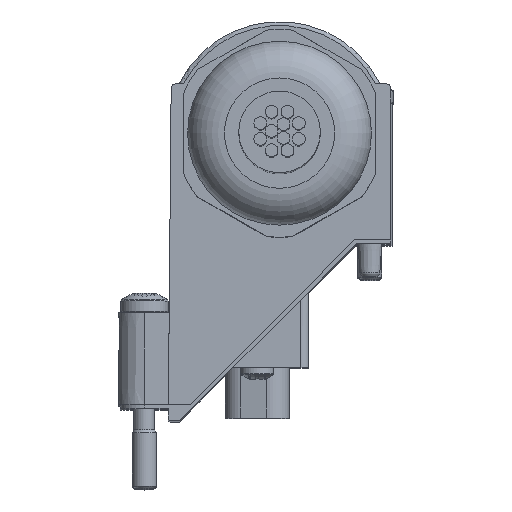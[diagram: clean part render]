
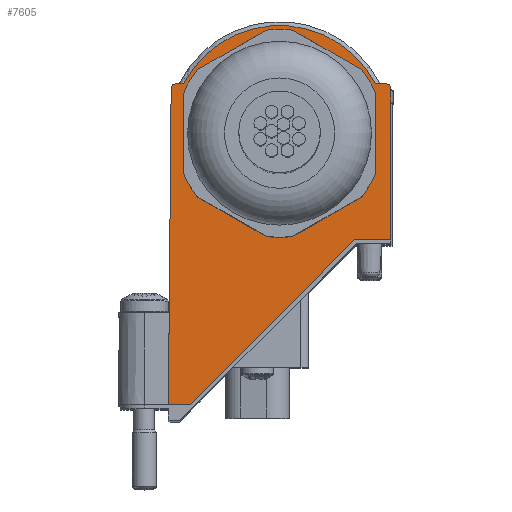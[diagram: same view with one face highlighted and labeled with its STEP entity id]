
A CAD part, top view. The second image highlights one B-rep face of the part: STEP entity #7605.
In plain terms, the highlighted planar face has unit normal (0, 0, 1).
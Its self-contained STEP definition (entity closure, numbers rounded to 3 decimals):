
#677=CIRCLE('',#8227,0.5);
#688=CIRCLE('',#8256,0.5);
#694=CIRCLE('',#8271,10.);
#695=CIRCLE('',#8272,13.499);
#1794=ORIENTED_EDGE('',*,*,#3741,.T.);
#1795=ORIENTED_EDGE('',*,*,#3619,.T.);
#1796=ORIENTED_EDGE('',*,*,#3742,.F.);
#1797=ORIENTED_EDGE('',*,*,#3615,.T.);
#1798=ORIENTED_EDGE('',*,*,#3712,.T.);
#1799=ORIENTED_EDGE('',*,*,#3637,.T.);
#1800=ORIENTED_EDGE('',*,*,#3734,.T.);
#1801=ORIENTED_EDGE('',*,*,#3739,.T.);
#1802=ORIENTED_EDGE('',*,*,#3740,.T.);
#1803=ORIENTED_EDGE('',*,*,#3649,.T.);
#1804=ORIENTED_EDGE('',*,*,#3657,.T.);
#3615=EDGE_CURVE('',#4598,#4597,#5163,.T.);
#3619=EDGE_CURVE('',#4602,#4601,#5164,.T.);
#3637=EDGE_CURVE('',#4618,#4617,#5178,.T.);
#3649=EDGE_CURVE('',#4627,#4626,#5190,.T.);
#3657=EDGE_CURVE('',#4626,#4602,#677,.T.);
#3712=EDGE_CURVE('',#4597,#4618,#688,.T.);
#3734=EDGE_CURVE('',#4617,#4678,#5250,.T.);
#3739=EDGE_CURVE('',#4678,#4681,#5254,.T.);
#3740=EDGE_CURVE('',#4681,#4627,#5255,.T.);
#3741=EDGE_CURVE('',#4682,#4682,#694,.T.);
#3742=EDGE_CURVE('',#4598,#4601,#695,.T.);
#4597=VERTEX_POINT('',#12812);
#4598=VERTEX_POINT('',#12814);
#4601=VERTEX_POINT('',#12853);
#4602=VERTEX_POINT('',#12855);
#4617=VERTEX_POINT('',#12889);
#4618=VERTEX_POINT('',#12891);
#4626=VERTEX_POINT('',#12911);
#4627=VERTEX_POINT('',#12913);
#4678=VERTEX_POINT('',#13097);
#4681=VERTEX_POINT('',#13106);
#4682=VERTEX_POINT('',#13112);
#5163=LINE('',#12813,#5640);
#5164=LINE('',#12854,#5641);
#5178=LINE('',#12890,#5655);
#5190=LINE('',#12912,#5667);
#5250=LINE('',#13098,#5727);
#5254=LINE('',#13107,#5731);
#5255=LINE('',#13109,#5732);
#5640=VECTOR('',#9514,1000.);
#5641=VECTOR('',#9515,1000.);
#5655=VECTOR('',#9541,1000.);
#5667=VECTOR('',#9555,1000.);
#5727=VECTOR('',#9697,1000.);
#5731=VECTOR('',#9705,1000.);
#5732=VECTOR('',#9708,1000.);
#6107=EDGE_LOOP('',(#1794));
#6108=EDGE_LOOP('',(#1795,#1796,#1797,#1798,#1799,#1800,#1801,#1802,#1803,
#1804));
#6759=FACE_BOUND('',#6107,.T.);
#6760=FACE_BOUND('',#6108,.T.);
#7300=PLANE('',#8270);
#7605=ADVANCED_FACE('',(#6759,#6760),#7300,.T.);
#8227=AXIS2_PLACEMENT_3D('',#12929,#9564,#9565);
#8256=AXIS2_PLACEMENT_3D('',#13057,#9658,#9659);
#8270=AXIS2_PLACEMENT_3D('',#13110,#9709,#9710);
#8271=AXIS2_PLACEMENT_3D('',#13111,#9711,#9712);
#8272=AXIS2_PLACEMENT_3D('',#13113,#9713,#9714);
#9514=DIRECTION('',(-1.,0.,0.));
#9515=DIRECTION('',(-1.,0.,0.));
#9541=DIRECTION('',(-0.009,-1.,0.));
#9555=DIRECTION('',(0.,1.,0.));
#9564=DIRECTION('',(0.,0.,1.));
#9565=DIRECTION('',(1.,0.,0.));
#9658=DIRECTION('',(0.,0.,1.));
#9659=DIRECTION('',(1.,0.,0.));
#9697=DIRECTION('',(1.,0.,0.));
#9705=DIRECTION('',(0.707,0.708,0.));
#9708=DIRECTION('',(1.,0.,0.));
#9709=DIRECTION('',(0.,0.,1.));
#9710=DIRECTION('',(1.,0.,0.));
#9711=DIRECTION('',(0.,0.,-1.));
#9712=DIRECTION('',(-1.,0.,0.));
#9713=DIRECTION('',(0.,0.,-1.));
#9714=DIRECTION('',(-1.,0.,0.));
#12812=CARTESIAN_POINT('',(-13.054,6.2,53.65));
#12813=CARTESIAN_POINT('',(13.4,6.2,53.65));
#12814=CARTESIAN_POINT('',(-11.991,6.2,53.65));
#12853=CARTESIAN_POINT('',(11.991,6.2,53.65));
#12854=CARTESIAN_POINT('',(13.4,6.2,53.65));
#12855=CARTESIAN_POINT('',(13.4,6.2,53.65));
#12889=CARTESIAN_POINT('',(-13.9,-33.9,53.65));
#12890=CARTESIAN_POINT('',(-13.554,5.704,53.65));
#12891=CARTESIAN_POINT('',(-13.554,5.704,53.65));
#12911=CARTESIAN_POINT('',(13.9,5.7,53.65));
#12912=CARTESIAN_POINT('',(13.9,-13.3,53.65));
#12913=CARTESIAN_POINT('',(13.9,-13.3,53.65));
#12929=CARTESIAN_POINT('',(13.4,5.7,53.65));
#13057=CARTESIAN_POINT('',(-13.054,5.7,53.65));
#13097=CARTESIAN_POINT('',(-11.179,-33.9,53.65));
#13098=CARTESIAN_POINT('',(-13.9,-33.9,53.65));
#13106=CARTESIAN_POINT('',(9.393,-13.3,53.65));
#13107=CARTESIAN_POINT('',(-11.179,-33.9,53.65));
#13109=CARTESIAN_POINT('',(9.393,-13.3,53.65));
#13110=CARTESIAN_POINT('',(13.4,5.7,53.65));
#13111=CARTESIAN_POINT('',(0.,0.,53.65));
#13112=CARTESIAN_POINT('',(-10.,0.,53.65));
#13113=CARTESIAN_POINT('',(0.,0.,53.65));
